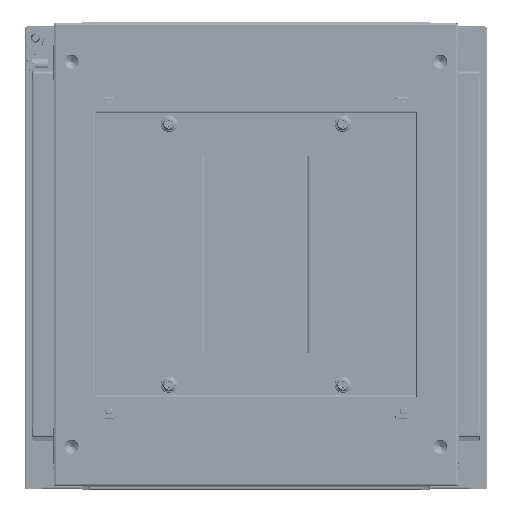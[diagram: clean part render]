
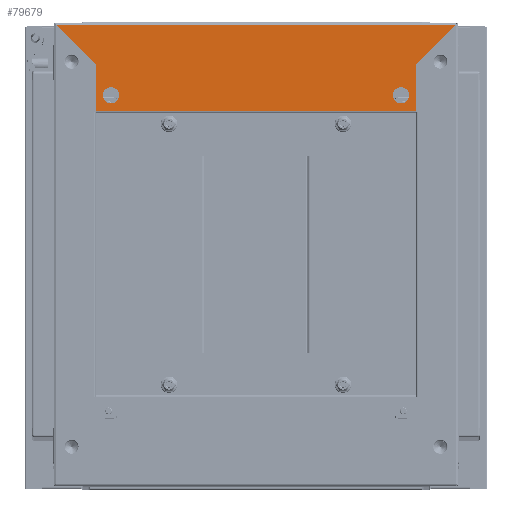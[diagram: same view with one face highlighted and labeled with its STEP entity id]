
A CAD part, top view. The second image highlights one B-rep face of the part: STEP entity #79679.
In plain terms, the highlighted planar face has unit normal (0, 0, 1).
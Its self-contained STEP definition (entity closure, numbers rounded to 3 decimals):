
#9062 = AXIS2_PLACEMENT_3D ( 'NONE', #71224, #71229, #71230 ) ;
#10622 = AXIS2_PLACEMENT_3D ( 'NONE', #48719, #48723, #48724 ) ;
#10628 = AXIS2_PLACEMENT_3D ( 'NONE', #48728, #48729, #48730 ) ;
#10681 = AXIS2_PLACEMENT_3D ( 'NONE', #48524, #48528, #48529 ) ;
#10725 = AXIS2_PLACEMENT_3D ( 'NONE', #48380, #48381, #48382 ) ;
#18472 = ORIENTED_EDGE ( 'NONE', *, *, #35421, .T. ) ;
#18473 = ORIENTED_EDGE ( 'NONE', *, *, #35419, .T. ) ;
#18474 = ORIENTED_EDGE ( 'NONE', *, *, #35416, .T. ) ;
#18475 = ORIENTED_EDGE ( 'NONE', *, *, #35413, .T. ) ;
#18477 = ORIENTED_EDGE ( 'NONE', *, *, #35395, .T. ) ;
#18478 = ORIENTED_EDGE ( 'NONE', *, *, #35391, .T. ) ;
#18479 = ORIENTED_EDGE ( 'NONE', *, *, #35397, .T. ) ;
#18480 = ORIENTED_EDGE ( 'NONE', *, *, #35403, .T. ) ;
#18481 = ORIENTED_EDGE ( 'NONE', *, *, #35285, .F. ) ;
#18483 = ORIENTED_EDGE ( 'NONE', *, *, #35409, .F. ) ;
#18484 = ORIENTED_EDGE ( 'NONE', *, *, #35209, .F. ) ;
#18485 = ORIENTED_EDGE ( 'NONE', *, *, #35406, .F. ) ;
#23971 = EDGE_LOOP ( 'NONE', ( #18485, #18484 ) ) ;
#23974 = EDGE_LOOP ( 'NONE', ( #18483, #18481 ) ) ;
#23976 = EDGE_LOOP ( 'NONE', ( #18480, #18479, #18478, #18477, #18475, #18474, #18473, #18472 ) ) ;
#27314 = CARTESIAN_POINT ( 'NONE',  ( 137.55, 0., 1.5 ) ) ;
#27315 = CARTESIAN_POINT ( 'NONE',  ( 138.25, -0.7, 1.5 ) ) ;
#27317 = CARTESIAN_POINT ( 'NONE',  ( 138.25, -40.29, 1.5 ) ) ;
#27318 = CARTESIAN_POINT ( 'NONE',  ( -138.25, -40.29, 1.5 ) ) ;
#27320 = CARTESIAN_POINT ( 'NONE',  ( -138.25, -0.7, 1.5 ) ) ;
#27322 = CARTESIAN_POINT ( 'NONE',  ( -137.55, 0., 1.5 ) ) ;
#27324 = CARTESIAN_POINT ( 'NONE',  ( -172.24, 34.69, 1.5 ) ) ;
#27327 = CARTESIAN_POINT ( 'NONE',  ( 172.24, 34.69, 1.5 ) ) ;
#27364 = CARTESIAN_POINT ( 'NONE',  ( -118., -26.3, 1.5 ) ) ;
#27368 = CARTESIAN_POINT ( 'NONE',  ( -132., -26.3, 1.5 ) ) ;
#27372 = CARTESIAN_POINT ( 'NONE',  ( 132., -26.3, 1.5 ) ) ;
#27374 = CARTESIAN_POINT ( 'NONE',  ( 118., -26.3, 1.5 ) ) ;
#35209 = EDGE_CURVE ( 'NONE', #99634, #99633, #118579, .T. ) ;
#35285 = EDGE_CURVE ( 'NONE', #99630, #99628, #118762, .T. ) ;
#35391 = EDGE_CURVE ( 'NONE', #99599, #99598, #118984, .T. ) ;
#35395 = EDGE_CURVE ( 'NONE', #99598, #99597, #118992, .T. ) ;
#35397 = EDGE_CURVE ( 'NONE', #99600, #99599, #118989, .T. ) ;
#35403 = EDGE_CURVE ( 'NONE', #99602, #99600, #119017, .T. ) ;
#35406 = EDGE_CURVE ( 'NONE', #99633, #99634, #119027, .T. ) ;
#35409 = EDGE_CURVE ( 'NONE', #99628, #99630, #119034, .T. ) ;
#35413 = EDGE_CURVE ( 'NONE', #99597, #99596, #119031, .T. ) ;
#35416 = EDGE_CURVE ( 'NONE', #99596, #99595, #119047, .T. ) ;
#35419 = EDGE_CURVE ( 'NONE', #99595, #99594, #119057, .T. ) ;
#35421 = EDGE_CURVE ( 'NONE', #99594, #99602, #119061, .T. ) ;
#48380 = CARTESIAN_POINT ( 'NONE',  ( 125., -26.3, 1.5 ) ) ;
#48381 = DIRECTION ( 'NONE',  ( 0., 0., 1. ) ) ;
#48382 = DIRECTION ( 'NONE',  ( -1., 0., 0. ) ) ;
#48524 = CARTESIAN_POINT ( 'NONE',  ( -125., -26.3, 1.5 ) ) ;
#48528 = DIRECTION ( 'NONE',  ( 0., 0., 1. ) ) ;
#48529 = DIRECTION ( 'NONE',  ( 1., 0., 0. ) ) ;
#48691 = CARTESIAN_POINT ( 'NONE',  ( -138.25, -0.7, 1.5 ) ) ;
#48697 = CARTESIAN_POINT ( 'NONE',  ( -138.25, -0.7, 1.5 ) ) ;
#48698 = DIRECTION ( 'NONE',  ( -0.707, -0.707, 0. ) ) ;
#48703 = CARTESIAN_POINT ( 'NONE',  ( -172.25, 34.7, 1.5 ) ) ;
#48704 = DIRECTION ( 'NONE',  ( 0., -1., 0. ) ) ;
#48707 = CARTESIAN_POINT ( 'NONE',  ( 172.25, 34.69, 1.5 ) ) ;
#48708 = DIRECTION ( 'NONE',  ( 0.707, -0.707, 0. ) ) ;
#48719 = CARTESIAN_POINT ( 'NONE',  ( 125., -26.3, 1.5 ) ) ;
#48720 = DIRECTION ( 'NONE',  ( -1., 0., 0. ) ) ;
#48723 = DIRECTION ( 'NONE',  ( 0., 0., 1. ) ) ;
#48724 = DIRECTION ( 'NONE',  ( -1., 0., 0. ) ) ;
#48728 = CARTESIAN_POINT ( 'NONE',  ( -125., -26.3, 1.5 ) ) ;
#48729 = DIRECTION ( 'NONE',  ( 0., 0., 1. ) ) ;
#48730 = DIRECTION ( 'NONE',  ( 1., 0., 0. ) ) ;
#48733 = CARTESIAN_POINT ( 'NONE',  ( -138.25, -40.29, 1.5 ) ) ;
#48734 = CARTESIAN_POINT ( 'NONE',  ( 138.25, -0.7, 1.5 ) ) ;
#48737 = DIRECTION ( 'NONE',  ( 1., 0., 0. ) ) ;
#48738 = CARTESIAN_POINT ( 'NONE',  ( 138.25, -0.7, 1.5 ) ) ;
#48742 = DIRECTION ( 'NONE',  ( 0., 1., 0. ) ) ;
#48745 = CARTESIAN_POINT ( 'NONE',  ( 172.25, 34.7, 1.5 ) ) ;
#48749 = DIRECTION ( 'NONE',  ( -0.707, 0.707, 0. ) ) ;
#48753 = DIRECTION ( 'NONE',  ( 0.707, 0.707, 0. ) ) ;
#71221 = PLANE ( 'NONE',  #9062 ) ;
#71224 = CARTESIAN_POINT ( 'NONE',  ( 137.55, 0., 1.5 ) ) ;
#71229 = DIRECTION ( 'NONE',  ( 0., 0., -1. ) ) ;
#71230 = DIRECTION ( 'NONE',  ( -1., 0., 0. ) ) ;
#75164 = FACE_OUTER_BOUND ( 'NONE', #23976, .T. ) ;
#75170 = FACE_BOUND ( 'NONE', #23971, .T. ) ;
#75174 = FACE_BOUND ( 'NONE', #23974, .T. ) ;
#79679 = ADVANCED_FACE ( 'NONE', ( #75170, #75174, #75164 ), #71221, .F. ) ;
#99594 = VERTEX_POINT ( 'NONE', #27314 ) ;
#99595 = VERTEX_POINT ( 'NONE', #27315 ) ;
#99596 = VERTEX_POINT ( 'NONE', #27317 ) ;
#99597 = VERTEX_POINT ( 'NONE', #27318 ) ;
#99598 = VERTEX_POINT ( 'NONE', #27320 ) ;
#99599 = VERTEX_POINT ( 'NONE', #27322 ) ;
#99600 = VERTEX_POINT ( 'NONE', #27324 ) ;
#99602 = VERTEX_POINT ( 'NONE', #27327 ) ;
#99628 = VERTEX_POINT ( 'NONE', #27364 ) ;
#99630 = VERTEX_POINT ( 'NONE', #27368 ) ;
#99633 = VERTEX_POINT ( 'NONE', #27372 ) ;
#99634 = VERTEX_POINT ( 'NONE', #27374 ) ;
#118579 = CIRCLE ( 'NONE', #10725, 7. ) ;
#118762 = CIRCLE ( 'NONE', #10681, 7. ) ;
#118974 = VECTOR ( 'NONE', #48704, 1000. ) ;
#118977 = VECTOR ( 'NONE', #48698, 1000. ) ;
#118984 = LINE ( 'NONE', #48691, #118977 ) ;
#118989 = LINE ( 'NONE', #48703, #118998 ) ;
#118992 = LINE ( 'NONE', #48697, #118974 ) ;
#118998 = VECTOR ( 'NONE', #48708, 1000. ) ;
#119007 = VECTOR ( 'NONE', #48720, 1000. ) ;
#119017 = LINE ( 'NONE', #48707, #119007 ) ;
#119027 = CIRCLE ( 'NONE', #10622, 7. ) ;
#119031 = LINE ( 'NONE', #48733, #119040 ) ;
#119034 = CIRCLE ( 'NONE', #10628, 7. ) ;
#119038 = VECTOR ( 'NONE', #48742, 1000. ) ;
#119040 = VECTOR ( 'NONE', #48737, 1000. ) ;
#119045 = VECTOR ( 'NONE', #48749, 1000. ) ;
#119047 = LINE ( 'NONE', #48734, #119038 ) ;
#119055 = VECTOR ( 'NONE', #48753, 1000. ) ;
#119057 = LINE ( 'NONE', #48738, #119045 ) ;
#119061 = LINE ( 'NONE', #48745, #119055 ) ;
